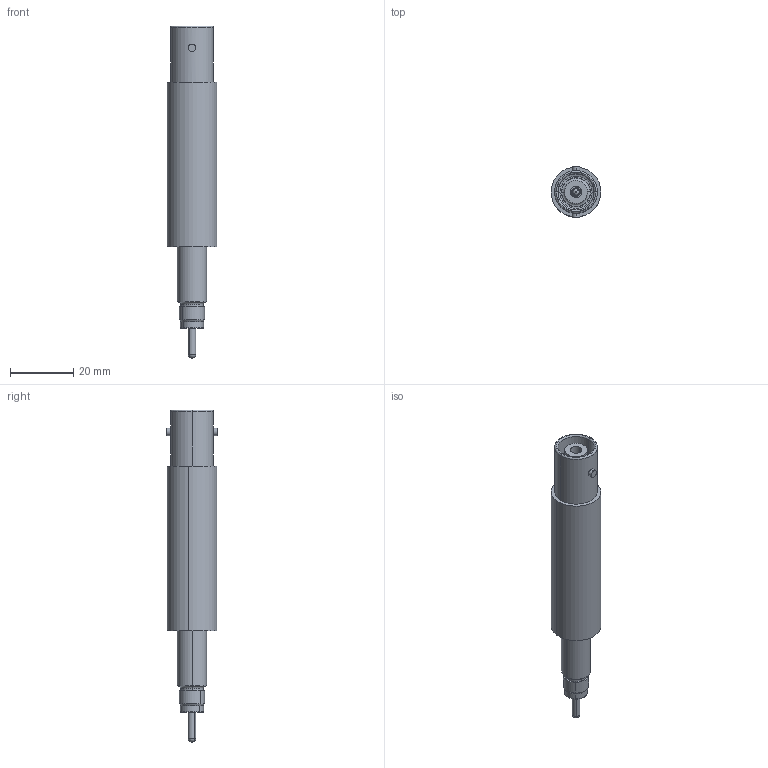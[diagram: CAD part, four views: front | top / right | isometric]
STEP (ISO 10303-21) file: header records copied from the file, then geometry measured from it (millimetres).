
FILE_DESCRIPTION (( 'STEP AP203' ), '1' );
FILE_NAME ('A0702-1-W.STEP', '2011-10-18T13:17:03', ( '' ), ( '' ), 'SwSTEP 2.0', 'SolidWorks 2011', '' );
FILE_SCHEMA (( 'CONFIG_CONTROL_DESIGN' ));
Length unit declared in the file: inch
Products named in the file (1): A0702-1-W
Bounding box: 15.73 x 15.88 x 104.95 mm (x, y, z)
Volume: 9800.4 mm3; surface area: 10910.5 mm2
Topology: 1 solids, 1 shells, 91 faces, 184 edges, 114 vertices
Faces by surface type: cylinder 44, plane 21, torus 18, cone 8
Entity records: 2557 total; most frequent: DIRECTION 492, CARTESIAN_POINT 458, ORIENTED_EDGE 368, AXIS2_PLACEMENT_3D 220, EDGE_CURVE 184, CIRCLE 128, VERTEX_POINT 114, EDGE_LOOP 110
